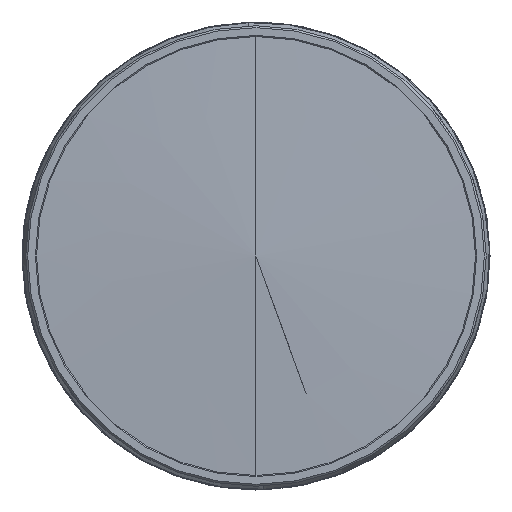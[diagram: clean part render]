
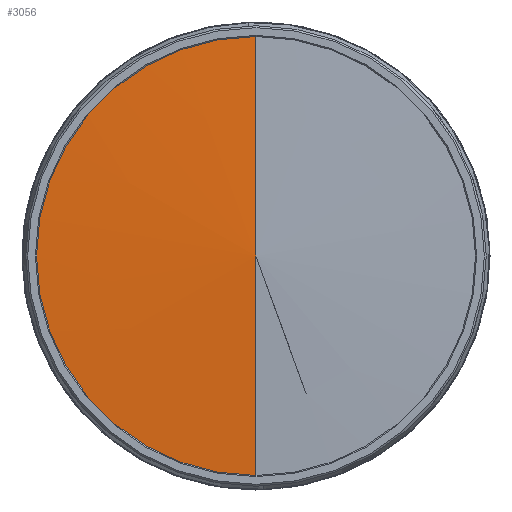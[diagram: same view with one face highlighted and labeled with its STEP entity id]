
A CAD part, left-side view. The second image highlights one B-rep face of the part: STEP entity #3056.
In plain terms, the highlighted conical face has half-angle 87.521 degrees and reference radius 59.91 mm.
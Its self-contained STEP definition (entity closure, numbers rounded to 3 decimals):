
#83 = VECTOR ( 'NONE', #279, 1000. ) ;
#145 = ORIENTED_EDGE ( 'NONE', *, *, #2123, .T. ) ;
#197 = EDGE_CURVE ( 'NONE', #2473, #3720, #2193, .T. ) ;
#279 = DIRECTION ( 'NONE',  ( 0.043, 0., 0.999 ) ) ;
#296 = FACE_OUTER_BOUND ( 'NONE', #501, .T. ) ;
#305 = EDGE_CURVE ( 'NONE', #3720, #2572, #927, .T. ) ;
#501 = EDGE_LOOP ( 'NONE', ( #2479, #145, #2709 ) ) ;
#807 = DIRECTION ( 'NONE',  ( 1., 0., 0. ) ) ;
#861 = CARTESIAN_POINT ( 'NONE',  ( 2.594, 0., 0. ) ) ;
#875 = CARTESIAN_POINT ( 'NONE',  ( 2.594, 0., -59.91 ) ) ;
#927 = CIRCLE ( 'NONE', #1358, 58.15 ) ;
#970 = VECTOR ( 'NONE', #2985, 1000. ) ;
#1333 = CONICAL_SURFACE ( 'NONE', #2029, 59.91, 1.528 ) ;
#1358 = AXIS2_PLACEMENT_3D ( 'NONE', #2460, #1543, #2756 ) ;
#1543 = DIRECTION ( 'NONE',  ( 1., 0., 0. ) ) ;
#1737 = CARTESIAN_POINT ( 'NONE',  ( 2.518, 0., -58.15 ) ) ;
#2029 = AXIS2_PLACEMENT_3D ( 'NONE', #861, #807, #3240 ) ;
#2123 = EDGE_CURVE ( 'NONE', #2473, #2572, #2592, .T. ) ;
#2193 = LINE ( 'NONE', #875, #970 ) ;
#2460 = CARTESIAN_POINT ( 'NONE',  ( 2.518, 0., 0. ) ) ;
#2473 = VERTEX_POINT ( 'NONE', #2836 ) ;
#2479 = ORIENTED_EDGE ( 'NONE', *, *, #197, .F. ) ;
#2572 = VERTEX_POINT ( 'NONE', #3192 ) ;
#2592 = LINE ( 'NONE', #3000, #83 ) ;
#2709 = ORIENTED_EDGE ( 'NONE', *, *, #305, .F. ) ;
#2756 = DIRECTION ( 'NONE',  ( 0., 0., -1. ) ) ;
#2836 = CARTESIAN_POINT ( 'NONE',  ( 0., 0., 0. ) ) ;
#2985 = DIRECTION ( 'NONE',  ( 0.043, 0., -0.999 ) ) ;
#3000 = CARTESIAN_POINT ( 'NONE',  ( 2.594, 0., 59.91 ) ) ;
#3056 = ADVANCED_FACE ( 'NONE', ( #296 ), #1333, .T. ) ;
#3192 = CARTESIAN_POINT ( 'NONE',  ( 2.518, 0., 58.15 ) ) ;
#3240 = DIRECTION ( 'NONE',  ( 0., 0., -1. ) ) ;
#3720 = VERTEX_POINT ( 'NONE', #1737 ) ;
